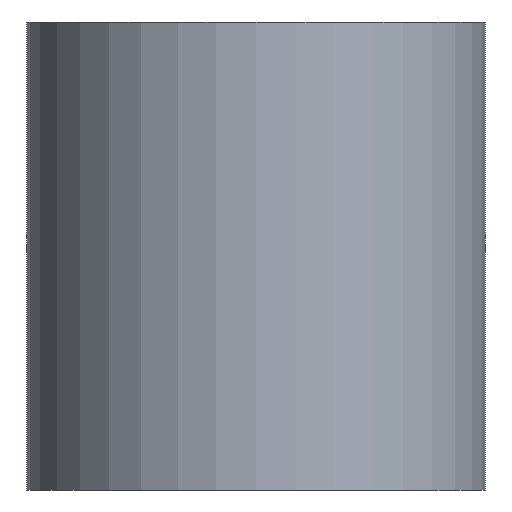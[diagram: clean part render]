
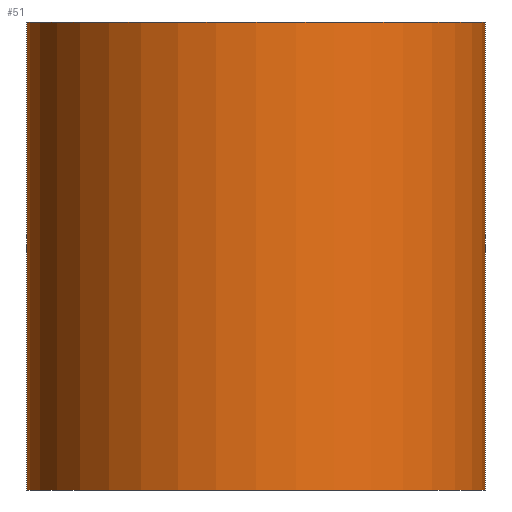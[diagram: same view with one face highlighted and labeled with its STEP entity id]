
A CAD part, front view. The second image highlights one B-rep face of the part: STEP entity #51.
In plain terms, the highlighted cylindrical face has radius 6.35 mm (diameter 12.7 mm), a partial arc.
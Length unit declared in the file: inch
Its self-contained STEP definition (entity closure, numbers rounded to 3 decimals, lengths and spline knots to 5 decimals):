
#1 = CARTESIAN_POINT ( 'NONE',  ( 0., 0., 0.255 ) ) ;
#5 = DIRECTION ( 'NONE',  ( 1., 0., 0. ) ) ;
#7 = CIRCLE ( 'NONE', #135, 0.25 ) ;
#17 = FACE_OUTER_BOUND ( 'NONE', #145, .T. ) ;
#18 = CARTESIAN_POINT ( 'NONE',  ( 0.25, 0., 0.255 ) ) ;
#24 = DIRECTION ( 'NONE',  ( 0., 0., 1. ) ) ;
#39 = VERTEX_POINT ( 'NONE', #229 ) ;
#43 = CARTESIAN_POINT ( 'NONE',  ( 0., 0., -0.255 ) ) ;
#51 = ADVANCED_FACE ( 'NONE', ( #17 ), #238, .T. ) ;
#56 = VERTEX_POINT ( 'NONE', #60 ) ;
#60 = CARTESIAN_POINT ( 'NONE',  ( 0.25, 0., -0.255 ) ) ;
#62 = CARTESIAN_POINT ( 'NONE',  ( 0., 0., 0.255 ) ) ;
#63 = VECTOR ( 'NONE', #70, 39.37008 ) ;
#70 = DIRECTION ( 'NONE',  ( 0., 0., -1. ) ) ;
#72 = DIRECTION ( 'NONE',  ( 0., 0., 1. ) ) ;
#78 = VERTEX_POINT ( 'NONE', #88 ) ;
#81 = EDGE_CURVE ( 'NONE', #78, #56, #249, .T. ) ;
#88 = CARTESIAN_POINT ( 'NONE',  ( -0.25, 0., -0.255 ) ) ;
#89 = EDGE_CURVE ( 'NONE', #39, #78, #230, .T. ) ;
#93 = CARTESIAN_POINT ( 'NONE',  ( -0.25, 0., 0.255 ) ) ;
#120 = ORIENTED_EDGE ( 'NONE', *, *, #141, .F. ) ;
#121 = LINE ( 'NONE', #157, #63 ) ;
#126 = DIRECTION ( 'NONE',  ( 0., 0., -1. ) ) ;
#132 = DIRECTION ( 'NONE',  ( 0., 0., -1. ) ) ;
#134 = VECTOR ( 'NONE', #132, 39.37008 ) ;
#135 = AXIS2_PLACEMENT_3D ( 'NONE', #62, #72, #213 ) ;
#141 = EDGE_CURVE ( 'NONE', #39, #186, #7, .T. ) ;
#145 = EDGE_LOOP ( 'NONE', ( #201, #120, #191, #193 ) ) ;
#154 = AXIS2_PLACEMENT_3D ( 'NONE', #43, #24, #5 ) ;
#157 = CARTESIAN_POINT ( 'NONE',  ( 0.25, 0., 0.255 ) ) ;
#186 = VERTEX_POINT ( 'NONE', #18 ) ;
#191 = ORIENTED_EDGE ( 'NONE', *, *, #89, .T. ) ;
#193 = ORIENTED_EDGE ( 'NONE', *, *, #81, .T. ) ;
#201 = ORIENTED_EDGE ( 'NONE', *, *, #246, .F. ) ;
#210 = AXIS2_PLACEMENT_3D ( 'NONE', #1, #126, #221 ) ;
#213 = DIRECTION ( 'NONE',  ( 1., 0., 0. ) ) ;
#221 = DIRECTION ( 'NONE',  ( -1., 0., 0. ) ) ;
#229 = CARTESIAN_POINT ( 'NONE',  ( -0.25, 0., 0.255 ) ) ;
#230 = LINE ( 'NONE', #93, #134 ) ;
#238 = CYLINDRICAL_SURFACE ( 'NONE', #210, 0.25 ) ;
#246 = EDGE_CURVE ( 'NONE', #186, #56, #121, .T. ) ;
#249 = CIRCLE ( 'NONE', #154, 0.25 ) ;
